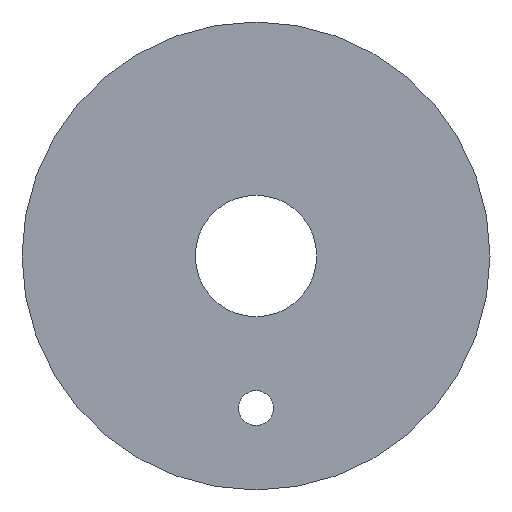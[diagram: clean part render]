
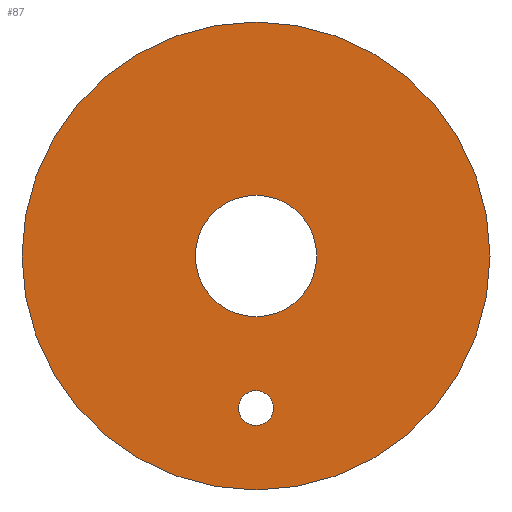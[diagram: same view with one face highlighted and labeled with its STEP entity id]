
A CAD part, left-side view. The second image highlights one B-rep face of the part: STEP entity #87.
In plain terms, the highlighted planar face has unit normal (-1, 0, 0).
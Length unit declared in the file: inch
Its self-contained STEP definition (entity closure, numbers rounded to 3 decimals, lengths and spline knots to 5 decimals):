
#17=FACE_BOUND('',#33,.T.);
#18=FACE_BOUND('',#34,.T.);
#20=PLANE('',#112);
#25=FACE_OUTER_BOUND('',#32,.T.);
#32=EDGE_LOOP('',(#77));
#33=EDGE_LOOP('',(#78));
#34=EDGE_LOOP('',(#79));
#41=CIRCLE('',#103,0.11438);
#43=CIRCLE('',#106,0.3992);
#45=CIRCLE('',#109,1.53836);
#47=VERTEX_POINT('',#142);
#49=VERTEX_POINT('',#148);
#51=VERTEX_POINT('',#154);
#53=EDGE_CURVE('',#47,#47,#41,.T.);
#56=EDGE_CURVE('',#49,#49,#43,.T.);
#59=EDGE_CURVE('',#51,#51,#45,.T.);
#77=ORIENTED_EDGE('',*,*,#59,.T.);
#78=ORIENTED_EDGE('',*,*,#53,.T.);
#79=ORIENTED_EDGE('',*,*,#56,.T.);
#87=ADVANCED_FACE('',(#25,#17,#18),#20,.T.);
#103=AXIS2_PLACEMENT_3D('',#143,#117,#118);
#106=AXIS2_PLACEMENT_3D('',#149,#124,#125);
#109=AXIS2_PLACEMENT_3D('',#155,#131,#132);
#112=AXIS2_PLACEMENT_3D('',#160,#138,#139);
#117=DIRECTION('center_axis',(1.,0.,0.));
#118=DIRECTION('ref_axis',(0.,1.,0.));
#124=DIRECTION('center_axis',(1.,0.,0.));
#125=DIRECTION('ref_axis',(0.,1.,0.));
#131=DIRECTION('center_axis',(-1.,0.,0.));
#132=DIRECTION('ref_axis',(0.,1.,0.));
#138=DIRECTION('center_axis',(-1.,0.,0.));
#139=DIRECTION('ref_axis',(0.,0.,1.));
#142=CARTESIAN_POINT('',(0.225,-0.11438,-5.781));
#143=CARTESIAN_POINT('Origin',(0.225,0.,-5.781));
#148=CARTESIAN_POINT('',(0.225,-0.3992,-4.781));
#149=CARTESIAN_POINT('Origin',(0.225,0.,-4.781));
#154=CARTESIAN_POINT('',(0.225,-1.53836,-4.781));
#155=CARTESIAN_POINT('Origin',(0.225,0.,-4.781));
#160=CARTESIAN_POINT('Origin',(0.225,0.,-4.781));
